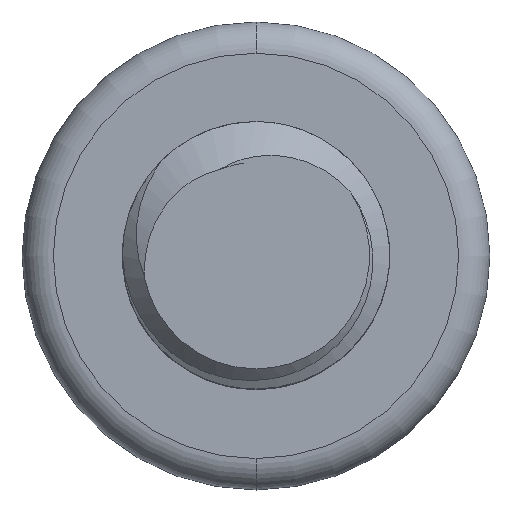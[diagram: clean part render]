
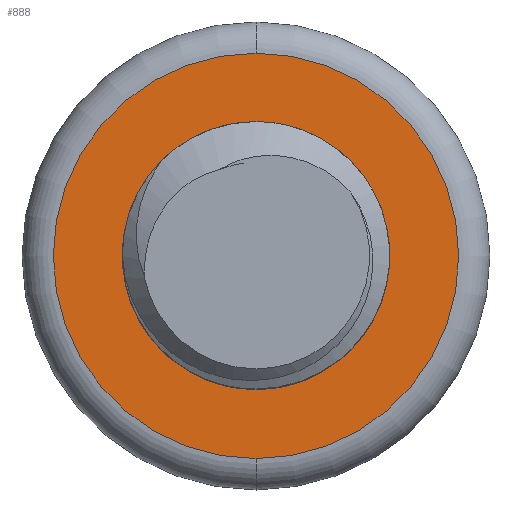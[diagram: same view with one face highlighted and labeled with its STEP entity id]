
A CAD part, top view. The second image highlights one B-rep face of the part: STEP entity #888.
In plain terms, the highlighted face is planar.
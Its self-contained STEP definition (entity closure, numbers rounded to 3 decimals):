
#21=FACE_BOUND('',#207,.T.);
#39=PLANE('',#996);
#55=B_SPLINE_CURVE_WITH_KNOTS('',3,(#1686,#1687,#1688,#1689,#1690,#1691,
#1692,#1693,#1694,#1695,#1696,#1697,#1698,#1699),.UNSPECIFIED.,.F.,.F.,
(4,2,2,2,2,2,4),(0.,0.,0.001,
0.001,0.002,0.002,0.003),
 .UNSPECIFIED.);
#56=B_SPLINE_CURVE_WITH_KNOTS('',3,(#1700,#1701,#1702,#1703,#1704,#1705,
#1706,#1707,#1708,#1709,#1710,#1711),.UNSPECIFIED.,.F.,.F.,(4,2,2,2,2,4),
(0.,0.,0.001,0.001,
0.002,0.002),.UNSPECIFIED.);
#67=CIRCLE('',#917,1.);
#76=CIRCLE('',#936,1.516);
#104=CIRCLE('',#967,1.516);
#156=FACE_OUTER_BOUND('',#206,.T.);
#206=EDGE_LOOP('',(#773,#774));
#207=EDGE_LOOP('',(#775,#776,#777));
#362=VERTEX_POINT('',#1390);
#363=VERTEX_POINT('',#1398);
#374=VERTEX_POINT('',#1525);
#375=VERTEX_POINT('',#1527);
#416=VERTEX_POINT('',#1685);
#452=EDGE_CURVE('',#363,#362,#67,.T.);
#477=EDGE_CURVE('',#375,#374,#76,.T.);
#505=EDGE_CURVE('',#374,#375,#104,.T.);
#546=EDGE_CURVE('',#362,#416,#55,.T.);
#547=EDGE_CURVE('',#416,#363,#56,.T.);
#773=ORIENTED_EDGE('',*,*,#477,.T.);
#774=ORIENTED_EDGE('',*,*,#505,.T.);
#775=ORIENTED_EDGE('',*,*,#546,.F.);
#776=ORIENTED_EDGE('',*,*,#452,.F.);
#777=ORIENTED_EDGE('',*,*,#547,.F.);
#888=ADVANCED_FACE('',(#156,#21),#39,.T.);
#917=AXIS2_PLACEMENT_3D('',#1406,#1037,#1038);
#936=AXIS2_PLACEMENT_3D('',#1528,#1078,#1079);
#967=AXIS2_PLACEMENT_3D('',#1580,#1140,#1141);
#996=AXIS2_PLACEMENT_3D('',#1684,#1226,#1227);
#1037=DIRECTION('center_axis',(0.,0.,-1.));
#1038=DIRECTION('ref_axis',(0.,1.,0.));
#1078=DIRECTION('center_axis',(0.,0.,-1.));
#1079=DIRECTION('ref_axis',(0.,1.,0.));
#1140=DIRECTION('center_axis',(0.,0.,-1.));
#1141=DIRECTION('ref_axis',(0.,1.,0.));
#1226=DIRECTION('center_axis',(0.,0.,-1.));
#1227=DIRECTION('ref_axis',(0.,1.,0.));
#1390=CARTESIAN_POINT('',(-0.701,-0.714,0.85));
#1398=CARTESIAN_POINT('',(0.,-1.,0.85));
#1406=CARTESIAN_POINT('Origin',(0.,0.,0.85));
#1525=CARTESIAN_POINT('',(0.,-1.516,0.85));
#1527=CARTESIAN_POINT('',(0.,1.516,0.85));
#1528=CARTESIAN_POINT('Origin',(0.,0.,0.85));
#1580=CARTESIAN_POINT('Origin',(0.,0.,0.85));
#1684=CARTESIAN_POINT('Origin',(0.,1.516,0.85));
#1685=CARTESIAN_POINT('',(0.27,0.642,0.85));
#1686=CARTESIAN_POINT('Ctrl Pts',(-0.701,-0.714,
0.85));
#1687=CARTESIAN_POINT('Ctrl Pts',(-0.762,-0.638,
0.85));
#1688=CARTESIAN_POINT('Ctrl Pts',(-0.814,-0.551,
0.85));
#1689=CARTESIAN_POINT('Ctrl Pts',(-0.889,-0.371,
0.85));
#1690=CARTESIAN_POINT('Ctrl Pts',(-0.912,-0.273,
0.85));
#1691=CARTESIAN_POINT('Ctrl Pts',(-0.932,0.021,
0.85));
#1692=CARTESIAN_POINT('Ctrl Pts',(-0.879,0.222,
0.85));
#1693=CARTESIAN_POINT('Ctrl Pts',(-0.716,0.468,
0.85));
#1694=CARTESIAN_POINT('Ctrl Pts',(-0.648,0.541,0.85));
#1695=CARTESIAN_POINT('Ctrl Pts',(-0.487,0.656,
0.85));
#1696=CARTESIAN_POINT('Ctrl Pts',(-0.397,0.699,
0.85));
#1697=CARTESIAN_POINT('Ctrl Pts',(-0.11,0.772,0.85));
#1698=CARTESIAN_POINT('Ctrl Pts',(0.101,0.749,0.85));
#1699=CARTESIAN_POINT('Ctrl Pts',(0.27,0.642,0.85));
#1700=CARTESIAN_POINT('Ctrl Pts',(0.27,0.642,0.85));
#1701=CARTESIAN_POINT('Ctrl Pts',(0.366,0.619,0.85));
#1702=CARTESIAN_POINT('Ctrl Pts',(0.457,0.576,0.85));
#1703=CARTESIAN_POINT('Ctrl Pts',(0.612,0.457,0.85));
#1704=CARTESIAN_POINT('Ctrl Pts',(0.676,0.381,0.85));
#1705=CARTESIAN_POINT('Ctrl Pts',(0.823,0.127,0.85));
#1706=CARTESIAN_POINT('Ctrl Pts',(0.857,-0.079,
0.85));
#1707=CARTESIAN_POINT('Ctrl Pts',(0.782,-0.463,
0.85));
#1708=CARTESIAN_POINT('Ctrl Pts',(0.675,-0.639,
0.85));
#1709=CARTESIAN_POINT('Ctrl Pts',(0.382,-0.899,
0.85));
#1710=CARTESIAN_POINT('Ctrl Pts',(0.194,-0.981,0.85));
#1711=CARTESIAN_POINT('Ctrl Pts',(0.,-1.,0.85));
